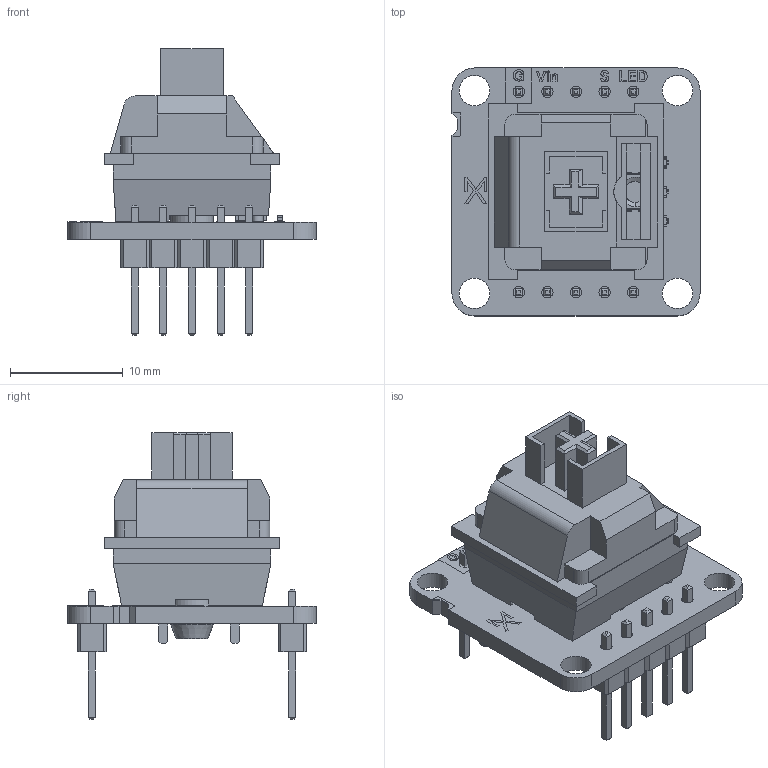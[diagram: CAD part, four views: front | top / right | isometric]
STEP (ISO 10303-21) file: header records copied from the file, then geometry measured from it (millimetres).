
FILE_DESCRIPTION(('KiCad electronic assembly'),'2;1');
FILE_NAME('STP_AX22_0027.step','2025-07-08T00:01:14',('Pcbnew'),('Kicad' ),'Open CASCADE STEP processor 7.8','KiCad to STEP converter', 'Unknown');
FILE_SCHEMA(('AUTOMOTIVE_DESIGN { 1 0 10303 214 1 1 1 1 }'));
Length unit declared in the file: millimetre
Products named in the file (11): STP_AX22_0027 1; R_0402_1005Metric; LED_RGB_Wuerth-PLCC4_3.2x2.8mm_150141M173100; C_0402_1005Metric; PinHeader_1x05_P2.54mm_Vertical; REDragon-MX-ZT02; Body; Button; Pins; AX22_Keyboard-Key_silkscreen; AX22_Keyboard-Key_PCB
Assembly tree (12 placements, depth 3):
  STP_AX22_0027 1
    R_0402_1005Metric  x2
    LED_RGB_Wuerth-PLCC4_3.2x2.8mm_150141M173100
    C_0402_1005Metric
    PinHeader_1x05_P2.54mm_Vertical  x2
    REDragon-MX-ZT02
      Body
      Button
      Pins
    AX22_Keyboard-Key_silkscreen
    AX22_Keyboard-Key_PCB
Bounding box: 22 x 22 x 25.44 mm (x, y, z)
Volume: 2600.8 mm3; surface area: 3237.9 mm2
Topology: 11 solids, 52 shells, 625 faces, 2515 edges, 1982 vertices
Faces by surface type: plane 509, cylinder 62, bspline 53, cone 1
Full cylindrical faces by diameter (mm): 1 x12, 1.1 x2, 1.6 x2, 2.7 x4, 3.8 x1, 4 x1
Entity records: 25573 total; most frequent: CARTESIAN_POINT 4837, ORIENTED_EDGE 3304, DIRECTION 3109, EDGE_CURVE 2151, VERTEX_POINT 1754, LINE 1705, VECTOR 1705, AXIS2_PLACEMENT_3D 702
